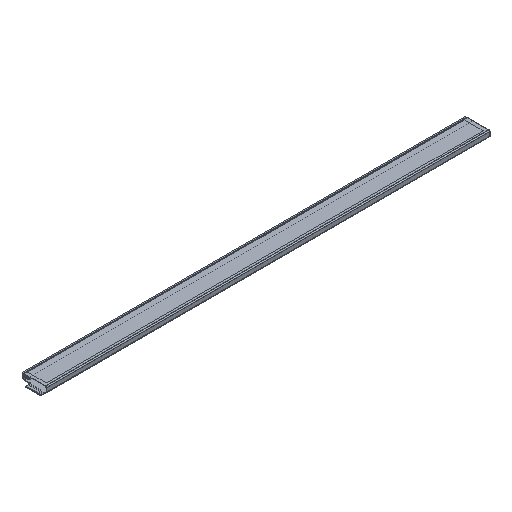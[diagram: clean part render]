
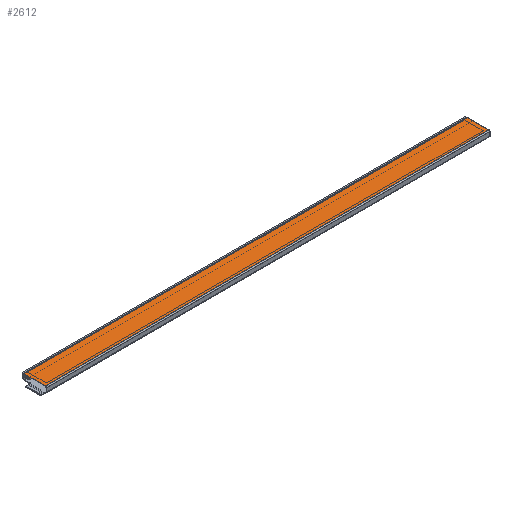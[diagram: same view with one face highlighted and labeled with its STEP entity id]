
A CAD part, isometric view. The second image highlights one B-rep face of the part: STEP entity #2612.
In plain terms, the highlighted planar face has unit normal (0, 0, 1).
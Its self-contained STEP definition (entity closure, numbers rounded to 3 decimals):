
#76 = VECTOR ( 'NONE', #906, 1000. ) ;
#88 = CARTESIAN_POINT ( 'NONE',  ( -2., 13.4, 0. ) ) ;
#121 = DIRECTION ( 'NONE',  ( 1., 0., 0. ) ) ;
#124 = LINE ( 'NONE', #2086, #570 ) ;
#242 = EDGE_CURVE ( 'NONE', #2396, #2377, #1212, .T. ) ;
#269 = DIRECTION ( 'NONE',  ( 0., 0., -1. ) ) ;
#276 = CARTESIAN_POINT ( 'NONE',  ( 261.2, 0.7, 0. ) ) ;
#290 = LINE ( 'NONE', #1948, #76 ) ;
#305 = VECTOR ( 'NONE', #966, 1000. ) ;
#394 = EDGE_CURVE ( 'NONE', #2377, #2032, #2531, .T. ) ;
#405 = EDGE_LOOP ( 'NONE', ( #2332, #2359, #1908, #636 ) ) ;
#500 = EDGE_CURVE ( 'NONE', #2095, #2396, #124, .T. ) ;
#570 = VECTOR ( 'NONE', #121, 1000. ) ;
#636 = ORIENTED_EDGE ( 'NONE', *, *, #1794, .T. ) ;
#665 = DIRECTION ( 'NONE',  ( -1., 0., 0. ) ) ;
#779 = AXIS2_PLACEMENT_3D ( 'NONE', #1416, #269, #1304 ) ;
#906 = DIRECTION ( 'NONE',  ( 0., -1., 0. ) ) ;
#966 = DIRECTION ( 'NONE',  ( 0., 1., 0. ) ) ;
#1125 = CARTESIAN_POINT ( 'NONE',  ( 261.2, 13.4, 0. ) ) ;
#1212 = LINE ( 'NONE', #1783, #305 ) ;
#1297 = FACE_OUTER_BOUND ( 'NONE', #405, .T. ) ;
#1304 = DIRECTION ( 'NONE',  ( -1., 0., 0. ) ) ;
#1416 = CARTESIAN_POINT ( 'NONE',  ( 0., 0., 0. ) ) ;
#1783 = CARTESIAN_POINT ( 'NONE',  ( 261.2, 0., 0. ) ) ;
#1794 = EDGE_CURVE ( 'NONE', #2032, #2095, #290, .T. ) ;
#1908 = ORIENTED_EDGE ( 'NONE', *, *, #394, .T. ) ;
#1948 = CARTESIAN_POINT ( 'NONE',  ( -2., 0., 0. ) ) ;
#2032 = VERTEX_POINT ( 'NONE', #88 ) ;
#2086 = CARTESIAN_POINT ( 'NONE',  ( -2., 0.7, 0. ) ) ;
#2095 = VERTEX_POINT ( 'NONE', #2269 ) ;
#2269 = CARTESIAN_POINT ( 'NONE',  ( -2., 0.7, 0. ) ) ;
#2332 = ORIENTED_EDGE ( 'NONE', *, *, #500, .T. ) ;
#2338 = CARTESIAN_POINT ( 'NONE',  ( -2., 13.4, 0. ) ) ;
#2359 = ORIENTED_EDGE ( 'NONE', *, *, #242, .T. ) ;
#2377 = VERTEX_POINT ( 'NONE', #1125 ) ;
#2395 = VECTOR ( 'NONE', #665, 1000. ) ;
#2396 = VERTEX_POINT ( 'NONE', #276 ) ;
#2531 = LINE ( 'NONE', #2338, #2395 ) ;
#2612 = ADVANCED_FACE ( 'NONE', ( #1297 ), #2654, .F. ) ;
#2654 = PLANE ( 'NONE',  #779 ) ;
